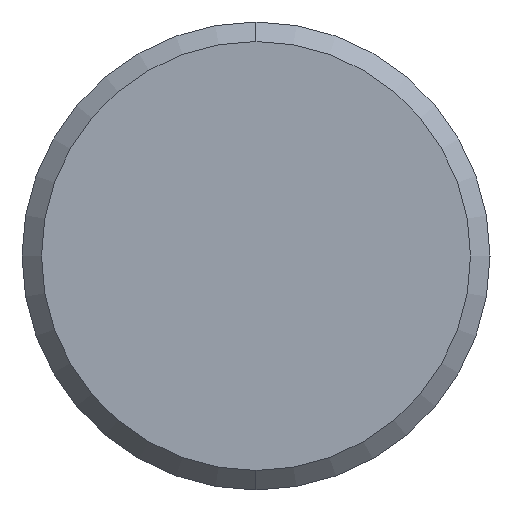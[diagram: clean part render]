
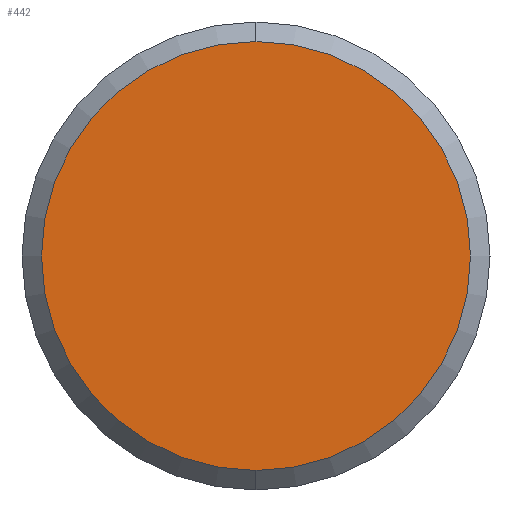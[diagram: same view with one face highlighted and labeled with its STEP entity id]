
A CAD part, left-side view. The second image highlights one B-rep face of the part: STEP entity #442.
In plain terms, the highlighted face is planar.
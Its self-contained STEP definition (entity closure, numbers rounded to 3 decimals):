
#241=CARTESIAN_POINT('',(0.,0.,0.));
#242=DIRECTION('',(0.,0.,1.));
#243=DIRECTION('',(-1.,0.,0.));
#244=AXIS2_PLACEMENT_3D('',#241,#242,#243);
#249=CARTESIAN_POINT('',(0.,0.,0.));
#250=DIRECTION('',(0.,0.,-1.));
#251=DIRECTION('',(-1.,0.,0.));
#252=AXIS2_PLACEMENT_3D('',#249,#250,#251);
#258=CARTESIAN_POINT('',(-2.75,0.,0.));
#260=VERTEX_POINT('',#258);
#262=CARTESIAN_POINT('',(2.75,0.,0.));
#264=VERTEX_POINT('',#262);
#433=CARTESIAN_POINT('',(0.,0.,0.));
#434=DIRECTION('',(0.,0.,-1.));
#435=DIRECTION('',(1.,0.,0.));
#436=AXIS2_PLACEMENT_3D('',#433,#434,#435);
#437=PLANE('',#436);
#438=ORIENTED_EDGE('',*,*,#412,.F.);
#439=ORIENTED_EDGE('',*,*,#428,.T.);
#440=EDGE_LOOP('',(#438,#439));
#441=FACE_OUTER_BOUND('',#440,.F.);
#245=CIRCLE('',#244,2.75);
#253=CIRCLE('',#252,2.75);
#412=EDGE_CURVE('',#260,#264,#245,.T.);
#428=EDGE_CURVE('',#260,#264,#253,.T.);
#442=ADVANCED_FACE('',(#441),#437,.F.);
